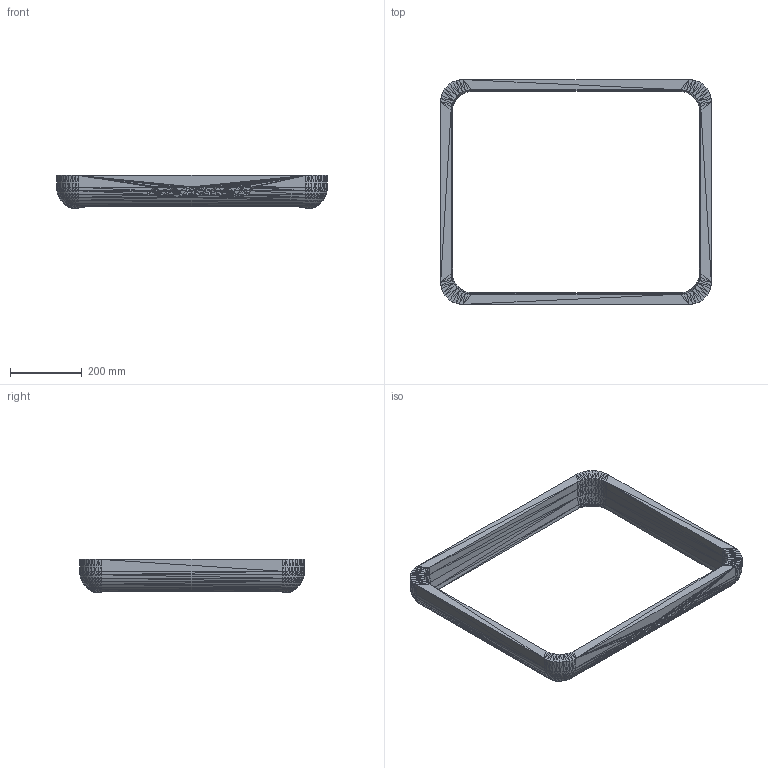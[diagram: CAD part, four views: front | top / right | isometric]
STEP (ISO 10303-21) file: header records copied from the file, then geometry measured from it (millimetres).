
FILE_DESCRIPTION(/* description */ (''),/* implementation_level */ '2;1');
FILE_NAME(/* name */ 'bumper.step',/* time_stamp */ '2024-10-21T20:52:21-07:00',/* author */ (''),/* organization */ (''),/* preprocessor_version */ 'ST-DEVELOPER v20',/* originating_system */ 'Autodesk Translation Framework v13.20.0.188',/* authorisation */ '');
FILE_SCHEMA (('AUTOMOTIVE_DESIGN { 1 0 10303 214 3 1 1 }'));
Length unit declared in the file: millimetre
Products named in the file (1): (Unsaved)
Bounding box: 756.92 x 628.65 x 92.43 mm (x, y, z)
Volume: 5488673.6 mm3; surface area: 580864.3 mm2
Topology: 5 solids, 5 shells, 2769 faces, 4152 edges, 1369 vertices
Faces by surface type: plane 2769
Entity records: 54007 total; most frequent: DIRECTION 9692, ORIENTED_EDGE 8304, CARTESIAN_POINT 8291, LINE 4152, VECTOR 4152, EDGE_CURVE 4152, AXIS2_PLACEMENT_3D 2770, FACE_OUTER_BOUND 2769
